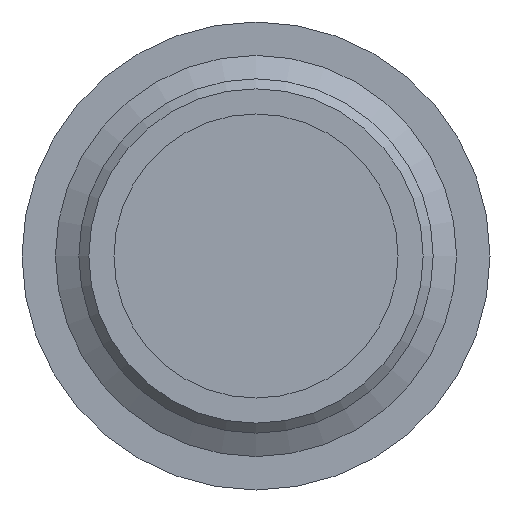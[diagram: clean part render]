
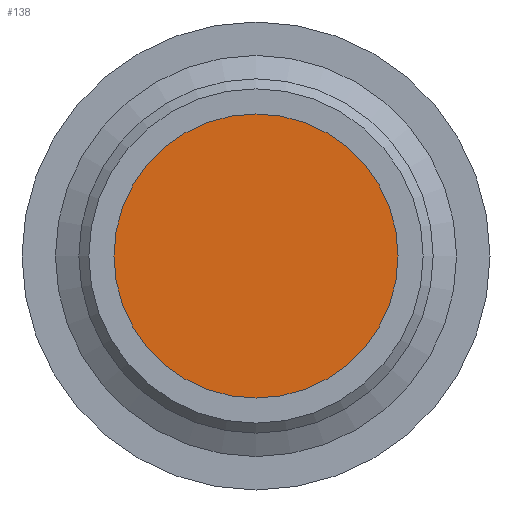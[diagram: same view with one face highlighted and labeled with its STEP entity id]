
A CAD part, left-side view. The second image highlights one B-rep face of the part: STEP entity #138.
In plain terms, the highlighted planar face has unit normal (-1, 0, 0).
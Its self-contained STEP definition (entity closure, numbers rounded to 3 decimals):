
#118=FACE_OUTER_BOUND('',#191,.T.);
#126=PLANE('',#335);
#138=ADVANCED_FACE('',(#118),#126,.F.);
#191=EDGE_LOOP('',(#221));
#221=ORIENTED_EDGE('',*,*,#287,.F.);
#267=VERTEX_POINT('',#458);
#287=EDGE_CURVE('',#267,#267,#311,.T.);
#311=CIRCLE('',#334,4.25);
#334=AXIS2_PLACEMENT_3D('',#457,#386,#387);
#335=AXIS2_PLACEMENT_3D('',#459,#388,#389);
#386=DIRECTION('',(1.,0.,0.));
#387=DIRECTION('',(0.,0.,-1.));
#388=DIRECTION('',(1.,0.,0.));
#389=DIRECTION('',(0.,0.,-1.));
#457=CARTESIAN_POINT('',(9.5,0.,0.));
#458=CARTESIAN_POINT('',(9.5,0.,-4.25));
#459=CARTESIAN_POINT('',(9.5,0.,0.));
